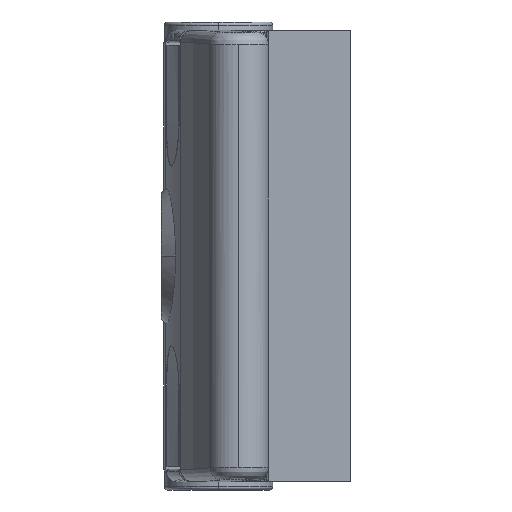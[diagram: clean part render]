
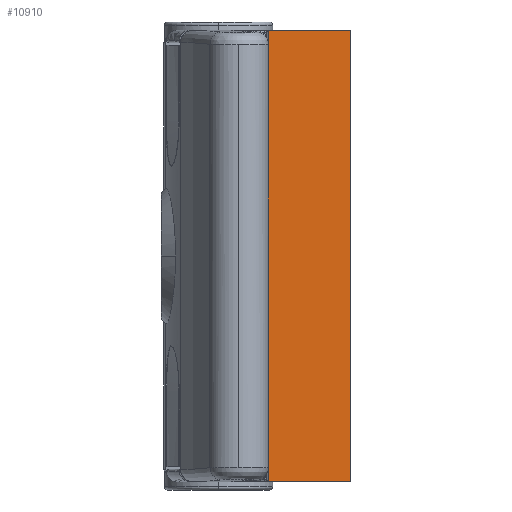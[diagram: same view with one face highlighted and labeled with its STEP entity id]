
A CAD part, left-side view. The second image highlights one B-rep face of the part: STEP entity #10910.
In plain terms, the highlighted planar face has unit normal (-1, 0, 0).
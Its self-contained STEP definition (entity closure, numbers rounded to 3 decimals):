
#557 = VERTEX_POINT ( 'NONE', #33537 ) ;
#690 = LINE ( 'NONE', #44700, #48472 ) ;
#2639 = ORIENTED_EDGE ( 'NONE', *, *, #66296, .T. ) ;
#3924 = EDGE_CURVE ( 'NONE', #53716, #33262, #39518, .T. ) ;
#6812 = VERTEX_POINT ( 'NONE', #14888 ) ;
#6856 = EDGE_CURVE ( 'NONE', #13251, #557, #82533, .T. ) ;
#8410 = CARTESIAN_POINT ( 'NONE',  ( -27.5, 10., 37.5 ) ) ;
#8866 = VECTOR ( 'NONE', #33278, 1000. ) ;
#8943 = CARTESIAN_POINT ( 'NONE',  ( -27.5, -8.3, -37.5 ) ) ;
#10091 = EDGE_CURVE ( 'NONE', #69751, #69523, #690, .T. ) ;
#10910 = ADVANCED_FACE ( 'NONE', ( #82037 ), #76078, .F. ) ;
#13251 = VERTEX_POINT ( 'NONE', #8943 ) ;
#13903 = AXIS2_PLACEMENT_3D ( 'NONE', #8410, #14376, #83981 ) ;
#14376 = DIRECTION ( 'NONE',  ( 1., 0., 0. ) ) ;
#14888 = CARTESIAN_POINT ( 'NONE',  ( -27.5, -8.3, -31.2 ) ) ;
#17235 = EDGE_CURVE ( 'NONE', #69523, #83745, #48090, .T. ) ;
#20375 = DIRECTION ( 'NONE',  ( 0., -1., 0. ) ) ;
#20677 = EDGE_LOOP ( 'NONE', ( #66412, #34848, #75176, #94407, #58584, #2639, #65363, #95946 ) ) ;
#22000 = DIRECTION ( 'NONE',  ( 0., 1., 0. ) ) ;
#22046 = DIRECTION ( 'NONE',  ( 0., 0., 1. ) ) ;
#22532 = LINE ( 'NONE', #38309, #32426 ) ;
#24964 = CARTESIAN_POINT ( 'NONE',  ( -27.5, -8.3, 31.5 ) ) ;
#27803 = LINE ( 'NONE', #57915, #43685 ) ;
#29018 = EDGE_CURVE ( 'NONE', #83745, #6812, #27803, .T. ) ;
#29980 = CARTESIAN_POINT ( 'NONE',  ( -27.5, -8.3, 31.2 ) ) ;
#32426 = VECTOR ( 'NONE', #22046, 1000. ) ;
#33262 = VERTEX_POINT ( 'NONE', #91500 ) ;
#33278 = DIRECTION ( 'NONE',  ( 0., 0., -1. ) ) ;
#33537 = CARTESIAN_POINT ( 'NONE',  ( -27.5, -22., -37.5 ) ) ;
#34848 = ORIENTED_EDGE ( 'NONE', *, *, #93425, .T. ) ;
#38309 = CARTESIAN_POINT ( 'NONE',  ( -27.5, -22., 37.5 ) ) ;
#39091 = CARTESIAN_POINT ( 'NONE',  ( -27.5, 10., -37.5 ) ) ;
#39518 = LINE ( 'NONE', #61275, #54882 ) ;
#43685 = VECTOR ( 'NONE', #20375, 1000. ) ;
#44700 = CARTESIAN_POINT ( 'NONE',  ( -27.5, 10., 31.2 ) ) ;
#45277 = VECTOR ( 'NONE', #63448, 1000. ) ;
#48090 = LINE ( 'NONE', #79153, #8866 ) ;
#48472 = VECTOR ( 'NONE', #22000, 1000. ) ;
#53716 = VERTEX_POINT ( 'NONE', #62929 ) ;
#54851 = DIRECTION ( 'NONE',  ( 0., -1., 0. ) ) ;
#54882 = VECTOR ( 'NONE', #54851, 1000. ) ;
#57915 = CARTESIAN_POINT ( 'NONE',  ( -27.5, 10., -31.2 ) ) ;
#58584 = ORIENTED_EDGE ( 'NONE', *, *, #29018, .T. ) ;
#61275 = CARTESIAN_POINT ( 'NONE',  ( -27.5, 10., 37.5 ) ) ;
#62929 = CARTESIAN_POINT ( 'NONE',  ( -27.5, -8.3, 37.5 ) ) ;
#63448 = DIRECTION ( 'NONE',  ( 0., 0., -1. ) ) ;
#63930 = LINE ( 'NONE', #24964, #45277 ) ;
#65363 = ORIENTED_EDGE ( 'NONE', *, *, #6856, .T. ) ;
#66296 = EDGE_CURVE ( 'NONE', #6812, #13251, #66881, .T. ) ;
#66412 = ORIENTED_EDGE ( 'NONE', *, *, #3924, .F. ) ;
#66881 = LINE ( 'NONE', #81230, #94010 ) ;
#69523 = VERTEX_POINT ( 'NONE', #75073 ) ;
#69751 = VERTEX_POINT ( 'NONE', #29980 ) ;
#73081 = CARTESIAN_POINT ( 'NONE',  ( -27.5, -0.6, -31.2 ) ) ;
#73878 = VECTOR ( 'NONE', #75143, 1000. ) ;
#75073 = CARTESIAN_POINT ( 'NONE',  ( -27.5, -0.6, 31.2 ) ) ;
#75143 = DIRECTION ( 'NONE',  ( 0., -1., 0. ) ) ;
#75176 = ORIENTED_EDGE ( 'NONE', *, *, #10091, .T. ) ;
#76078 = PLANE ( 'NONE',  #13903 ) ;
#79153 = CARTESIAN_POINT ( 'NONE',  ( -27.5, -0.6, -31.5 ) ) ;
#81230 = CARTESIAN_POINT ( 'NONE',  ( -27.5, -8.3, -37.5 ) ) ;
#82037 = FACE_OUTER_BOUND ( 'NONE', #20677, .T. ) ;
#82533 = LINE ( 'NONE', #39091, #73878 ) ;
#83745 = VERTEX_POINT ( 'NONE', #73081 ) ;
#83981 = DIRECTION ( 'NONE',  ( 0., -1., 0. ) ) ;
#91500 = CARTESIAN_POINT ( 'NONE',  ( -27.5, -22., 37.5 ) ) ;
#93425 = EDGE_CURVE ( 'NONE', #53716, #69751, #63930, .T. ) ;
#94010 = VECTOR ( 'NONE', #95088, 1000. ) ;
#94407 = ORIENTED_EDGE ( 'NONE', *, *, #17235, .T. ) ;
#95088 = DIRECTION ( 'NONE',  ( 0., 0., -1. ) ) ;
#95946 = ORIENTED_EDGE ( 'NONE', *, *, #96286, .T. ) ;
#96286 = EDGE_CURVE ( 'NONE', #557, #33262, #22532, .T. ) ;
